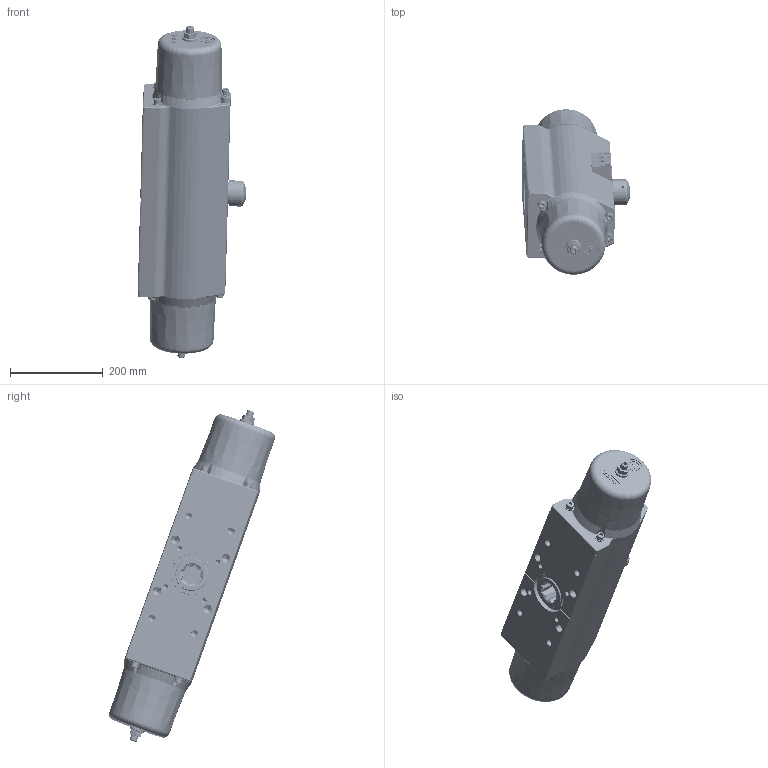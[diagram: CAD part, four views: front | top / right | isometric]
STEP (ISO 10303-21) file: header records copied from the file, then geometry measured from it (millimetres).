
FILE_DESCRIPTION(/* description */ (''),/* implementation_level */ '2;1');
FILE_NAME(/* name */ 'EB14_1 - SYS F12_F16.stp',/* time_stamp */ '2017-11-22T08:52:36+01:00',/* author */ ('Brumpreuksch'),/* organization */ (''),/* preprocessor_version */ 'ST-DEVELOPER v16.5',/* originating_system */ 'Autodesk Inventor 2017',/* authorisation */ '');
FILE_SCHEMA (('AUTOMOTIVE_DESIGN { 1 0 10303 214 3 1 1 }'));
Length unit declared in the file: millimetre
Products named in the file (1): EB14_1 - SYS F12_F16
Bounding box: 234.81 x 358.39 x 716.78 mm (x, y, z)
Volume: 8801764.6 mm3; surface area: 1833008.1 mm2
Topology: 3 solids, 51 shells, 3913 faces, 9702 edges, 5715 vertices
Faces by surface type: plane 1178, bspline 991, cylinder 839, torus 427, cone 297, sphere 181
Full cylindrical faces by diameter (mm): 2 x10, 2.5 x2, 3 x6, 4 x16, 4.134 x8, 4.2 x1, 4.917 x5, 5.5 x1, 6 x2, 6.6 x2, 6.647 x2, 7 x3, 8 x8, 8.376 x8, 9.4 x2, 10 x11, 10.106 x6, 10.5 x8, 11 x10, 11.445 x2, 13.835 x4, 14 x6, 14.05 x2, 16 x16, 16.5 x1, 17 x1, 17.294 x4, 18 x3, 20 x12, 21 x3
Entity records: 159628 total; most frequent: CARTESIAN_POINT 70867, ORIENTED_EDGE 17444, DIRECTION 17214, EDGE_CURVE 8710, AXIS2_PLACEMENT_3D 7203, VERTEX_POINT 5464, EDGE_LOOP 4702, FACE_OUTER_BOUND 3911
